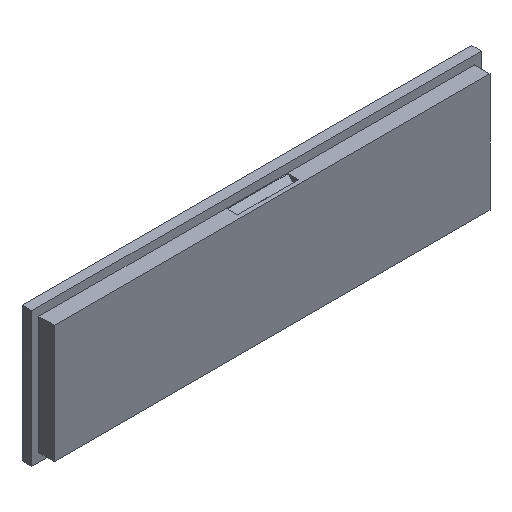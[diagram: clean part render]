
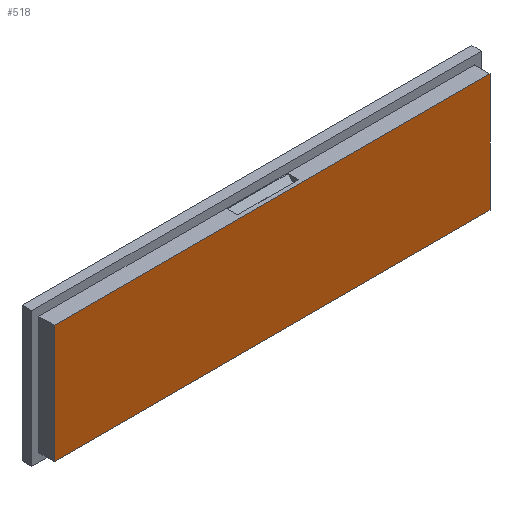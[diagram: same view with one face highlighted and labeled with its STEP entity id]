
A CAD part, isometric view. The second image highlights one B-rep face of the part: STEP entity #518.
In plain terms, the highlighted planar face has unit normal (0, -1, 0).
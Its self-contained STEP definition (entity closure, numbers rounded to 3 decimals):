
#5 = CARTESIAN_POINT ( 'NONE',  ( 38.75, -4.5, 10.5 ) ) ;
#14 = ORIENTED_EDGE ( 'NONE', *, *, #224, .T. ) ;
#28 = AXIS2_PLACEMENT_3D ( 'NONE', #225, #668, #330 ) ;
#76 = VERTEX_POINT ( 'NONE', #427 ) ;
#102 = CARTESIAN_POINT ( 'NONE',  ( 38.75, -4.5, -10.5 ) ) ;
#107 = CARTESIAN_POINT ( 'NONE',  ( 38.75, -4.5, 10.5 ) ) ;
#116 = PLANE ( 'NONE',  #28 ) ;
#126 = VERTEX_POINT ( 'NONE', #107 ) ;
#132 = VECTOR ( 'NONE', #388, 1000. ) ;
#141 = VERTEX_POINT ( 'NONE', #222 ) ;
#163 = DIRECTION ( 'NONE',  ( -1., 0., 0. ) ) ;
#164 = LINE ( 'NONE', #281, #132 ) ;
#180 = EDGE_CURVE ( 'NONE', #126, #141, #553, .T. ) ;
#218 = LINE ( 'NONE', #658, #279 ) ;
#222 = CARTESIAN_POINT ( 'NONE',  ( -38.75, -4.5, 10.5 ) ) ;
#224 = EDGE_CURVE ( 'NONE', #232, #126, #598, .T. ) ;
#225 = CARTESIAN_POINT ( 'NONE',  ( 0., -4.5, 0. ) ) ;
#232 = VERTEX_POINT ( 'NONE', #102 ) ;
#279 = VECTOR ( 'NONE', #661, 1000. ) ;
#281 = CARTESIAN_POINT ( 'NONE',  ( -38.75, -4.5, 10.5 ) ) ;
#330 = DIRECTION ( 'NONE',  ( 0., 0., -1. ) ) ;
#388 = DIRECTION ( 'NONE',  ( 0., 0., -1. ) ) ;
#421 = VECTOR ( 'NONE', #648, 1000. ) ;
#427 = CARTESIAN_POINT ( 'NONE',  ( -38.75, -4.5, -10.5 ) ) ;
#456 = ORIENTED_EDGE ( 'NONE', *, *, #617, .T. ) ;
#458 = EDGE_LOOP ( 'NONE', ( #14, #505, #673, #456 ) ) ;
#505 = ORIENTED_EDGE ( 'NONE', *, *, #180, .T. ) ;
#518 = ADVANCED_FACE ( 'NONE', ( #590 ), #116, .T. ) ;
#544 = CARTESIAN_POINT ( 'NONE',  ( -38.75, -4.5, 10.5 ) ) ;
#553 = LINE ( 'NONE', #544, #655 ) ;
#562 = EDGE_CURVE ( 'NONE', #141, #76, #164, .T. ) ;
#590 = FACE_OUTER_BOUND ( 'NONE', #458, .T. ) ;
#598 = LINE ( 'NONE', #5, #421 ) ;
#617 = EDGE_CURVE ( 'NONE', #76, #232, #218, .T. ) ;
#648 = DIRECTION ( 'NONE',  ( 0., 0., 1. ) ) ;
#655 = VECTOR ( 'NONE', #163, 1000. ) ;
#658 = CARTESIAN_POINT ( 'NONE',  ( -38.75, -4.5, -10.5 ) ) ;
#661 = DIRECTION ( 'NONE',  ( 1., 0., 0. ) ) ;
#668 = DIRECTION ( 'NONE',  ( 0., -1., 0. ) ) ;
#673 = ORIENTED_EDGE ( 'NONE', *, *, #562, .T. ) ;
